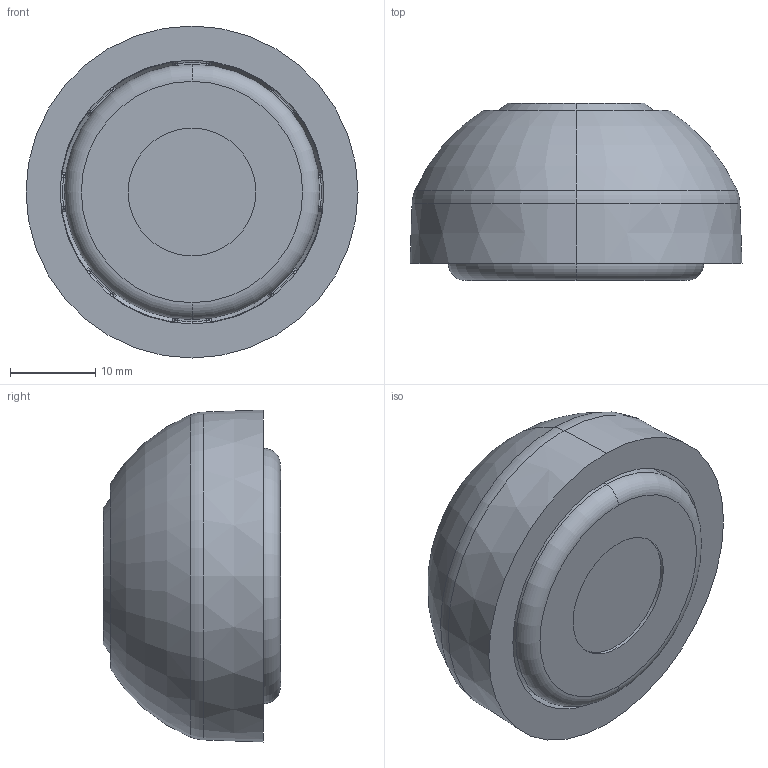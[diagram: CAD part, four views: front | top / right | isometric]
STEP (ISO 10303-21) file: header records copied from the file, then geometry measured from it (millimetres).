
FILE_DESCRIPTION (( 'STEP AP214' ), '1' );
FILE_NAME ('098D040ZSG.STEP', '2014-08-11T09:48:49', ( '' ), ( '' ), 'SwSTEP 2.0', 'SolidWorks 2014', '' );
FILE_SCHEMA (( 'AUTOMOTIVE_DESIGN' ));
Length unit declared in the file: millimetre
Products named in the file (4): 098d040zr_Verstemmgrat entfernt; 098dg040_Standard; 098xd2_Standard; 098D040ZSG
Assembly tree (3 placements, depth 2):
  098D040ZSG
    098d040zr_Verstemmgrat entfernt
    098dg040_Standard
    098xd2_Standard
Bounding box: 39 x 20.8 x 39 mm (x, y, z)
Volume: 16101.6 mm3; surface area: 8726.3 mm2
Topology: 3 solids, 3 shells, 325 faces, 752 edges, 406 vertices
Faces by surface type: cylinder 72, torus 68, bspline 64, sphere 50, plane 43, cone 28
Entity records: 10216 total; most frequent: CARTESIAN_POINT 3201, DIRECTION 1474, ORIENTED_EDGE 1440, EDGE_CURVE 720, AXIS2_PLACEMENT_3D 663, VERTEX_POINT 406, CIRCLE 396, EDGE_LOOP 334
